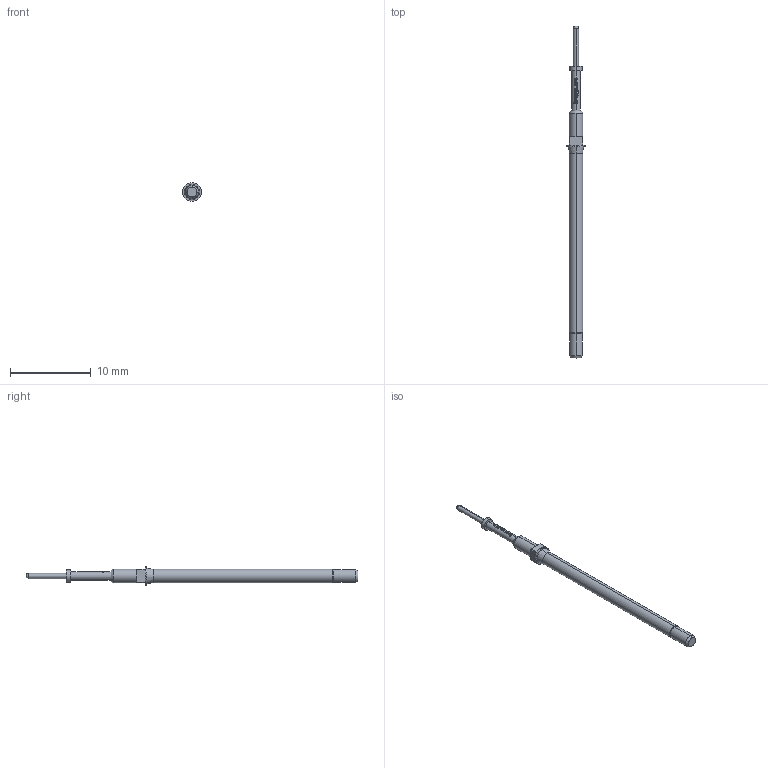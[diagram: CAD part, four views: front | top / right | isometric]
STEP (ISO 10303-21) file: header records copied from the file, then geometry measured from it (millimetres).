
FILE_DESCRIPTION (( 'STEP AP203' ), '1' );
FILE_NAME ('INGUN_T-112_305_065_500_150Axx05M.STEP', '2023-09-13T11:59:10', ( '' ), ( '' ), 'SwSTEP 2.0', 'SolidWorks 2021', '' );
FILE_SCHEMA (( 'CONFIG_CONTROL_DESIGN' ));
Length unit declared in the file: millimetre
Products named in the file (1): INGUN_T-112_305_065_500_150Axx05M
Bounding box: 2.3 x 41 x 2.3 mm (x, y, z)
Volume: 72.9 mm3; surface area: 196.5 mm2
Topology: 1 solids, 1 shells, 121 faces, 329 edges, 214 vertices
Faces by surface type: plane 57, cylinder 33, bspline 22, cone 6, torus 2, sphere 1
Entity records: 4153 total; most frequent: CARTESIAN_POINT 1160, ORIENTED_EDGE 652, DIRECTION 562, EDGE_CURVE 326, AXIS2_PLACEMENT_3D 222, VERTEX_POINT 212, EDGE_LOOP 126, CIRCLE 122
